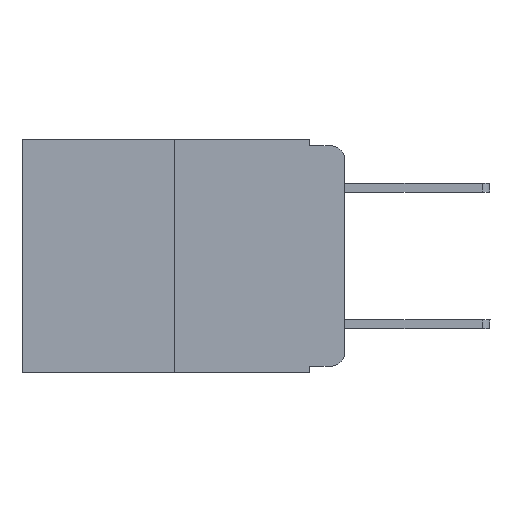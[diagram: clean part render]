
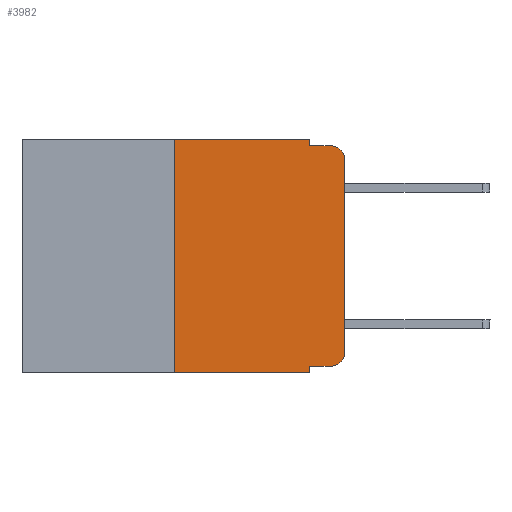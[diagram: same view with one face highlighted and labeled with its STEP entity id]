
A CAD part, left-side view. The second image highlights one B-rep face of the part: STEP entity #3982.
In plain terms, the highlighted planar face has unit normal (-1, 0, 0).
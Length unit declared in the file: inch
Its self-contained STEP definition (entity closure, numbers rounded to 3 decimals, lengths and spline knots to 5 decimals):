
#46 = LINE ( 'NONE', #4227, #2747 ) ;
#184 = VERTEX_POINT ( 'NONE', #5470 ) ;
#306 = DIRECTION ( 'NONE',  ( -1., 0., 0. ) ) ;
#344 = EDGE_CURVE ( 'NONE', #12527, #9221, #8021, .T. ) ;
#573 = EDGE_CURVE ( 'NONE', #12527, #1078, #10444, .T. ) ;
#582 = CARTESIAN_POINT ( 'NONE',  ( 0., 0., 0. ) ) ;
#661 = DIRECTION ( 'NONE',  ( -1., 0., 0. ) ) ;
#708 = CARTESIAN_POINT ( 'NONE',  ( 0., 0., -0.03 ) ) ;
#917 = EDGE_CURVE ( 'NONE', #12068, #12979, #1885, .T. ) ;
#998 = CARTESIAN_POINT ( 'NONE',  ( 0., 0.25, 0. ) ) ;
#1078 = VERTEX_POINT ( 'NONE', #4335 ) ;
#1726 = VERTEX_POINT ( 'NONE', #4060 ) ;
#1758 = VECTOR ( 'NONE', #7271, 39.37008 ) ;
#1854 = CIRCLE ( 'NONE', #9551, 0.02 ) ;
#1885 = LINE ( 'NONE', #998, #1758 ) ;
#1886 = CARTESIAN_POINT ( 'NONE',  ( 0., 0.02, -0.03 ) ) ;
#1956 = CARTESIAN_POINT ( 'NONE',  ( 0., 0.02, -0.333 ) ) ;
#2018 = VERTEX_POINT ( 'NONE', #708 ) ;
#2086 = VECTOR ( 'NONE', #4640, 39.37008 ) ;
#2097 = VERTEX_POINT ( 'NONE', #12448 ) ;
#2176 = EDGE_CURVE ( 'NONE', #184, #2097, #8175, .T. ) ;
#2334 = DIRECTION ( 'NONE',  ( 0., 0., -1. ) ) ;
#2464 = PLANE ( 'NONE',  #12795 ) ;
#2730 = EDGE_CURVE ( 'NONE', #1726, #2018, #5591, .T. ) ;
#2747 = VECTOR ( 'NONE', #6841, 39.37008 ) ;
#2835 = ORIENTED_EDGE ( 'NONE', *, *, #13432, .T. ) ;
#3484 = ORIENTED_EDGE ( 'NONE', *, *, #7190, .T. ) ;
#3633 = CARTESIAN_POINT ( 'NONE',  ( 0., 0.25, -0.343 ) ) ;
#3865 = DIRECTION ( 'NONE',  ( 0., 0., -1. ) ) ;
#3867 = VERTEX_POINT ( 'NONE', #5325 ) ;
#3982 = ADVANCED_FACE ( 'NONE', ( #8718 ), #2464, .F. ) ;
#4060 = CARTESIAN_POINT ( 'NONE',  ( 0., 0., -0.313 ) ) ;
#4227 = CARTESIAN_POINT ( 'NONE',  ( 0., 0.051, -0.01 ) ) ;
#4335 = CARTESIAN_POINT ( 'NONE',  ( 0., 0.051, -0.343 ) ) ;
#4371 = LINE ( 'NONE', #11830, #2086 ) ;
#4439 = ORIENTED_EDGE ( 'NONE', *, *, #2176, .F. ) ;
#4640 = DIRECTION ( 'NONE',  ( 0., -1., 0. ) ) ;
#4773 = CARTESIAN_POINT ( 'NONE',  ( 0., 0.051, -0.333 ) ) ;
#4830 = CARTESIAN_POINT ( 'NONE',  ( 0., 0.25, 0. ) ) ;
#4899 = DIRECTION ( 'NONE',  ( 0., -1., 0. ) ) ;
#5325 = CARTESIAN_POINT ( 'NONE',  ( 0., 0.02, -0.01 ) ) ;
#5470 = CARTESIAN_POINT ( 'NONE',  ( 0., 0.051, 0. ) ) ;
#5561 = EDGE_CURVE ( 'NONE', #9221, #1726, #1854, .T. ) ;
#5591 = LINE ( 'NONE', #582, #10627 ) ;
#5639 = VECTOR ( 'NONE', #8766, 39.37008 ) ;
#5895 = VECTOR ( 'NONE', #4899, 39.37008 ) ;
#6579 = DIRECTION ( 'NONE',  ( 0., 0., 1. ) ) ;
#6670 = ORIENTED_EDGE ( 'NONE', *, *, #344, .T. ) ;
#6841 = DIRECTION ( 'NONE',  ( 0., -1., 0. ) ) ;
#7014 = VECTOR ( 'NONE', #7143, 39.37008 ) ;
#7130 = ORIENTED_EDGE ( 'NONE', *, *, #573, .F. ) ;
#7143 = DIRECTION ( 'NONE',  ( 0., 0., -1. ) ) ;
#7190 = EDGE_CURVE ( 'NONE', #2018, #3867, #8322, .T. ) ;
#7271 = DIRECTION ( 'NONE',  ( 0., 0., 1. ) ) ;
#7382 = CARTESIAN_POINT ( 'NONE',  ( 0., 0.051, 0. ) ) ;
#7817 = CARTESIAN_POINT ( 'NONE',  ( 0., 0.02, -0.313 ) ) ;
#8021 = LINE ( 'NONE', #4773, #5895 ) ;
#8175 = LINE ( 'NONE', #7382, #10401 ) ;
#8285 = EDGE_LOOP ( 'NONE', ( #9624, #3484, #8286, #4439, #10581, #11738, #2835, #7130, #6670, #10088 ) ) ;
#8286 = ORIENTED_EDGE ( 'NONE', *, *, #11645, .F. ) ;
#8322 = CIRCLE ( 'NONE', #10099, 0.02 ) ;
#8718 = FACE_OUTER_BOUND ( 'NONE', #8285, .T. ) ;
#8766 = DIRECTION ( 'NONE',  ( 0., -1., 0. ) ) ;
#8840 = LINE ( 'NONE', #11946, #5639 ) ;
#9221 = VERTEX_POINT ( 'NONE', #1956 ) ;
#9551 = AXIS2_PLACEMENT_3D ( 'NONE', #7817, #306, #9741 ) ;
#9624 = ORIENTED_EDGE ( 'NONE', *, *, #2730, .T. ) ;
#9728 = EDGE_CURVE ( 'NONE', #12979, #184, #4371, .T. ) ;
#9741 = DIRECTION ( 'NONE',  ( 0., 0., -1. ) ) ;
#10088 = ORIENTED_EDGE ( 'NONE', *, *, #5561, .T. ) ;
#10099 = AXIS2_PLACEMENT_3D ( 'NONE', #1886, #661, #3865 ) ;
#10401 = VECTOR ( 'NONE', #11581, 39.37008 ) ;
#10444 = LINE ( 'NONE', #12351, #7014 ) ;
#10581 = ORIENTED_EDGE ( 'NONE', *, *, #9728, .F. ) ;
#10627 = VECTOR ( 'NONE', #6579, 39.37008 ) ;
#10734 = DIRECTION ( 'NONE',  ( 1., 0., 0. ) ) ;
#11581 = DIRECTION ( 'NONE',  ( 0., 0., -1. ) ) ;
#11645 = EDGE_CURVE ( 'NONE', #2097, #3867, #46, .T. ) ;
#11738 = ORIENTED_EDGE ( 'NONE', *, *, #917, .F. ) ;
#11830 = CARTESIAN_POINT ( 'NONE',  ( 0., 0.473, 0. ) ) ;
#11946 = CARTESIAN_POINT ( 'NONE',  ( 0., 0.473, -0.343 ) ) ;
#11977 = CARTESIAN_POINT ( 'NONE',  ( 0., 0.051, -0.333 ) ) ;
#12068 = VERTEX_POINT ( 'NONE', #3633 ) ;
#12351 = CARTESIAN_POINT ( 'NONE',  ( 0., 0.051, 0. ) ) ;
#12448 = CARTESIAN_POINT ( 'NONE',  ( 0., 0.051, -0.01 ) ) ;
#12527 = VERTEX_POINT ( 'NONE', #11977 ) ;
#12795 = AXIS2_PLACEMENT_3D ( 'NONE', #12915, #10734, #2334 ) ;
#12915 = CARTESIAN_POINT ( 'NONE',  ( 0., 0.473, 0. ) ) ;
#12979 = VERTEX_POINT ( 'NONE', #4830 ) ;
#13432 = EDGE_CURVE ( 'NONE', #12068, #1078, #8840, .T. ) ;
